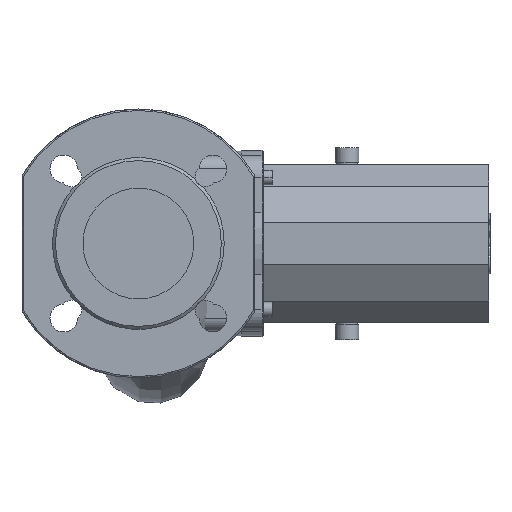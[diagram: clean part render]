
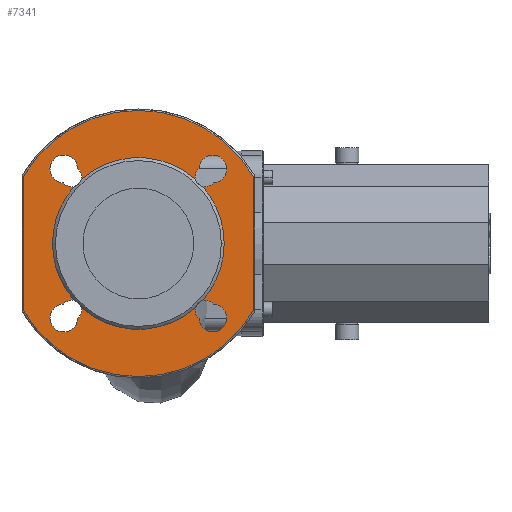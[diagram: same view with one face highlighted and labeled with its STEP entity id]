
A CAD part, left-side view. The second image highlights one B-rep face of the part: STEP entity #7341.
In plain terms, the highlighted planar face has unit normal (-1, 0, 0).
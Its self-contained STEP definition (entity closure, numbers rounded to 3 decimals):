
#6607=CARTESIAN_POINT('',(2.,-59.0,0.));
#6608=VERTEX_POINT('',#6607);
#6617=CARTESIAN_POINT('',(2.,-44.077,39.221));
#6618=VERTEX_POINT('',#6617);
#6619=CARTESIAN_POINT('',(2.,0.0,0.0));
#6620=DIRECTION('',(1.0,0.0,0.0));
#6621=DIRECTION('',(0.0,-1.0,0.0));
#6622=AXIS2_PLACEMENT_3D('',#6619,#6620,#6621);
#6623=CIRCLE('',#6622,59.0);
#6624=EDGE_CURVE('',#6618,#6608,#6623,.T.);
#6626=CARTESIAN_POINT('',(2.,-39.221,44.077));
#6627=VERTEX_POINT('',#6626);
#6641=CARTESIAN_POINT('',(2.,39.221,44.077));
#6642=VERTEX_POINT('',#6641);
#6643=CARTESIAN_POINT('',(2.,0.0,0.0));
#6644=DIRECTION('',(1.0,0.0,0.0));
#6645=DIRECTION('',(0.0,-1.0,0.0));
#6646=AXIS2_PLACEMENT_3D('',#6643,#6644,#6645);
#6647=CIRCLE('',#6646,59.0);
#6648=EDGE_CURVE('',#6642,#6627,#6647,.T.);
#6650=CARTESIAN_POINT('',(2.,44.077,39.221));
#6651=VERTEX_POINT('',#6650);
#6665=CARTESIAN_POINT('',(2.,59.0,0.));
#6666=VERTEX_POINT('',#6665);
#6667=CARTESIAN_POINT('',(2.,0.0,0.0));
#6668=DIRECTION('',(1.0,0.0,0.0));
#6669=DIRECTION('',(0.0,-1.0,0.0));
#6670=AXIS2_PLACEMENT_3D('',#6667,#6668,#6669);
#6671=CIRCLE('',#6670,59.0);
#6672=EDGE_CURVE('',#6666,#6651,#6671,.T.);
#7017=CARTESIAN_POINT('',(2.,79.,46.165));
#7018=VERTEX_POINT('',#7017);
#7019=CARTESIAN_POINT('',(2.,-79.,46.165));
#7020=VERTEX_POINT('',#7019);
#7021=CARTESIAN_POINT('',(2.,0.0,0.0));
#7022=DIRECTION('',(1.0,0.0,0.0));
#7023=DIRECTION('',(0.0,0.0,1.0));
#7024=AXIS2_PLACEMENT_3D('',#7021,#7022,#7023);
#7025=CIRCLE('',#7024,91.5);
#7026=EDGE_CURVE('',#7018,#7020,#7025,.T.);
#7085=CARTESIAN_POINT('',(2.,79.0,-46.165));
#7086=VERTEX_POINT('',#7085);
#7104=CARTESIAN_POINT('',(2.,79.0,-46.165));
#7105=DIRECTION('',(0.0,0.0,1.0));
#7106=VECTOR('',#7105,92.331);
#7107=LINE('',#7104,#7106);
#7108=EDGE_CURVE('',#7086,#7018,#7107,.T.);
#7119=CARTESIAN_POINT('',(2.,-79.0,-46.165));
#7120=VERTEX_POINT('',#7119);
#7121=CARTESIAN_POINT('',(2.,0.0,0.0));
#7122=DIRECTION('',(1.0,0.0,0.0));
#7123=DIRECTION('',(0.0,0.0,-1.0));
#7124=AXIS2_PLACEMENT_3D('',#7121,#7122,#7123);
#7125=CIRCLE('',#7124,91.5);
#7126=EDGE_CURVE('',#7120,#7086,#7125,.T.);
#7157=CARTESIAN_POINT('',(2.,-79.,46.165));
#7158=DIRECTION('',(0.0,0.0,-1.0));
#7159=VECTOR('',#7158,92.331);
#7160=LINE('',#7157,#7159);
#7161=EDGE_CURVE('',#7020,#7120,#7160,.T.);
#7196=CARTESIAN_POINT('',(2.,-75.75,0.));
#7197=DIRECTION('',(-1.0,0.0,0.0));
#7198=DIRECTION('',(0.0,0.0,-1.0));
#7199=AXIS2_PLACEMENT_3D('',#7196,#7197,#7198);
#7200=PLANE('',#7199);
#7201=ORIENTED_EDGE('',*,*,#7026,.F.);
#7202=ORIENTED_EDGE('',*,*,#7108,.F.);
#7203=ORIENTED_EDGE('',*,*,#7126,.F.);
#7204=ORIENTED_EDGE('',*,*,#7161,.F.);
#7205=EDGE_LOOP('',(#7201,#7202,#7203,#7204));
#7206=FACE_OUTER_BOUND('',#7205,.T.);
#7207=CARTESIAN_POINT('',(2.,41.77,51.568));
#7208=VERTEX_POINT('',#7207);
#7209=CARTESIAN_POINT('',(2.,45.962,45.962));
#7210=DIRECTION('',(1.0,0.0,0.0));
#7211=DIRECTION('',(0.0,1.0,0.0));
#7212=AXIS2_PLACEMENT_3D('',#7209,#7210,#7211);
#7213=CIRCLE('',#7212,7.);
#7214=EDGE_CURVE('',#7208,#6642,#7213,.T.);
#7215=ORIENTED_EDGE('',*,*,#7214,.T.);
#7216=ORIENTED_EDGE('',*,*,#6648,.T.);
#7217=CARTESIAN_POINT('',(2.,-41.77,51.568));
#7218=VERTEX_POINT('',#7217);
#7219=CARTESIAN_POINT('',(2.,-45.962,45.962));
#7220=DIRECTION('',(1.0,0.0,0.0));
#7221=DIRECTION('',(0.0,0.0,1.0));
#7222=AXIS2_PLACEMENT_3D('',#7219,#7220,#7221);
#7223=CIRCLE('',#7222,7.);
#7224=EDGE_CURVE('',#6627,#7218,#7223,.T.);
#7225=ORIENTED_EDGE('',*,*,#7224,.T.);
#7226=CARTESIAN_POINT('',(2.,-51.568,41.77));
#7227=VERTEX_POINT('',#7226);
#7228=CARTESIAN_POINT('',(2.,-51.265,51.265));
#7229=DIRECTION('',(1.0,0.0,0.0));
#7230=DIRECTION('',(0.0,0.0,1.0));
#7231=AXIS2_PLACEMENT_3D('',#7228,#7229,#7230);
#7232=CIRCLE('',#7231,9.5);
#7233=EDGE_CURVE('',#7218,#7227,#7232,.T.);
#7234=ORIENTED_EDGE('',*,*,#7233,.T.);
#7235=CARTESIAN_POINT('',(2.,-45.962,45.962));
#7236=DIRECTION('',(1.0,0.0,0.0));
#7237=DIRECTION('',(0.0,0.0,1.0));
#7238=AXIS2_PLACEMENT_3D('',#7235,#7236,#7237);
#7239=CIRCLE('',#7238,7.);
#7240=EDGE_CURVE('',#7227,#6618,#7239,.T.);
#7241=ORIENTED_EDGE('',*,*,#7240,.T.);
#7242=ORIENTED_EDGE('',*,*,#6624,.T.);
#7243=CARTESIAN_POINT('',(2.,-44.077,-39.221));
#7244=VERTEX_POINT('',#7243);
#7245=CARTESIAN_POINT('',(2.,0.0,0.0));
#7246=DIRECTION('',(1.0,0.0,0.0));
#7247=DIRECTION('',(0.0,-1.0,0.0));
#7248=AXIS2_PLACEMENT_3D('',#7245,#7246,#7247);
#7249=CIRCLE('',#7248,59.0);
#7250=EDGE_CURVE('',#6608,#7244,#7249,.T.);
#7251=ORIENTED_EDGE('',*,*,#7250,.T.);
#7252=CARTESIAN_POINT('',(2.,-51.568,-41.77));
#7253=VERTEX_POINT('',#7252);
#7254=CARTESIAN_POINT('',(2.,-45.962,-45.962));
#7255=DIRECTION('',(1.0,0.0,0.0));
#7256=DIRECTION('',(0.0,-1.0,0.0));
#7257=AXIS2_PLACEMENT_3D('',#7254,#7255,#7256);
#7258=CIRCLE('',#7257,7.);
#7259=EDGE_CURVE('',#7244,#7253,#7258,.T.);
#7260=ORIENTED_EDGE('',*,*,#7259,.T.);
#7261=CARTESIAN_POINT('',(2.,-41.77,-51.568));
#7262=VERTEX_POINT('',#7261);
#7263=CARTESIAN_POINT('',(2.,-51.265,-51.265));
#7264=DIRECTION('',(1.0,0.0,0.0));
#7265=DIRECTION('',(0.0,-1.0,0.0));
#7266=AXIS2_PLACEMENT_3D('',#7263,#7264,#7265);
#7267=CIRCLE('',#7266,9.5);
#7268=EDGE_CURVE('',#7253,#7262,#7267,.T.);
#7269=ORIENTED_EDGE('',*,*,#7268,.T.);
#7270=CARTESIAN_POINT('',(2.,-39.221,-44.077));
#7271=VERTEX_POINT('',#7270);
#7272=CARTESIAN_POINT('',(2.,-45.962,-45.962));
#7273=DIRECTION('',(1.0,0.0,0.0));
#7274=DIRECTION('',(0.0,-1.0,0.0));
#7275=AXIS2_PLACEMENT_3D('',#7272,#7273,#7274);
#7276=CIRCLE('',#7275,7.);
#7277=EDGE_CURVE('',#7262,#7271,#7276,.T.);
#7278=ORIENTED_EDGE('',*,*,#7277,.T.);
#7279=CARTESIAN_POINT('',(2.,39.221,-44.077));
#7280=VERTEX_POINT('',#7279);
#7281=CARTESIAN_POINT('',(2.,0.0,0.0));
#7282=DIRECTION('',(1.0,0.0,0.0));
#7283=DIRECTION('',(0.0,-1.0,0.0));
#7284=AXIS2_PLACEMENT_3D('',#7281,#7282,#7283);
#7285=CIRCLE('',#7284,59.0);
#7286=EDGE_CURVE('',#7271,#7280,#7285,.T.);
#7287=ORIENTED_EDGE('',*,*,#7286,.T.);
#7288=CARTESIAN_POINT('',(2.,41.77,-51.568));
#7289=VERTEX_POINT('',#7288);
#7290=CARTESIAN_POINT('',(2.,45.962,-45.962));
#7291=DIRECTION('',(1.0,0.0,0.0));
#7292=DIRECTION('',(0.0,0.0,-1.0));
#7293=AXIS2_PLACEMENT_3D('',#7290,#7291,#7292);
#7294=CIRCLE('',#7293,7.);
#7295=EDGE_CURVE('',#7280,#7289,#7294,.T.);
#7296=ORIENTED_EDGE('',*,*,#7295,.T.);
#7297=CARTESIAN_POINT('',(2.,51.568,-41.77));
#7298=VERTEX_POINT('',#7297);
#7299=CARTESIAN_POINT('',(2.,51.265,-51.265));
#7300=DIRECTION('',(1.0,0.0,0.0));
#7301=DIRECTION('',(0.0,0.0,-1.0));
#7302=AXIS2_PLACEMENT_3D('',#7299,#7300,#7301);
#7303=CIRCLE('',#7302,9.5);
#7304=EDGE_CURVE('',#7289,#7298,#7303,.T.);
#7305=ORIENTED_EDGE('',*,*,#7304,.T.);
#7306=CARTESIAN_POINT('',(2.,44.077,-39.221));
#7307=VERTEX_POINT('',#7306);
#7308=CARTESIAN_POINT('',(2.,45.962,-45.962));
#7309=DIRECTION('',(1.0,0.0,0.0));
#7310=DIRECTION('',(0.0,0.0,-1.0));
#7311=AXIS2_PLACEMENT_3D('',#7308,#7309,#7310);
#7312=CIRCLE('',#7311,7.);
#7313=EDGE_CURVE('',#7298,#7307,#7312,.T.);
#7314=ORIENTED_EDGE('',*,*,#7313,.T.);
#7315=CARTESIAN_POINT('',(2.,0.0,0.0));
#7316=DIRECTION('',(1.0,0.0,0.0));
#7317=DIRECTION('',(0.0,-1.0,0.0));
#7318=AXIS2_PLACEMENT_3D('',#7315,#7316,#7317);
#7319=CIRCLE('',#7318,59.0);
#7320=EDGE_CURVE('',#7307,#6666,#7319,.T.);
#7321=ORIENTED_EDGE('',*,*,#7320,.T.);
#7322=ORIENTED_EDGE('',*,*,#6672,.T.);
#7323=CARTESIAN_POINT('',(2.,51.568,41.77));
#7324=VERTEX_POINT('',#7323);
#7325=CARTESIAN_POINT('',(2.,45.962,45.962));
#7326=DIRECTION('',(1.0,0.0,0.0));
#7327=DIRECTION('',(0.0,1.0,0.0));
#7328=AXIS2_PLACEMENT_3D('',#7325,#7326,#7327);
#7329=CIRCLE('',#7328,7.);
#7330=EDGE_CURVE('',#6651,#7324,#7329,.T.);
#7331=ORIENTED_EDGE('',*,*,#7330,.T.);
#7332=CARTESIAN_POINT('',(2.,51.265,51.265));
#7333=DIRECTION('',(1.0,0.0,0.0));
#7334=DIRECTION('',(0.0,1.0,0.0));
#7335=AXIS2_PLACEMENT_3D('',#7332,#7333,#7334);
#7336=CIRCLE('',#7335,9.5);
#7337=EDGE_CURVE('',#7324,#7208,#7336,.T.);
#7338=ORIENTED_EDGE('',*,*,#7337,.T.);
#7339=EDGE_LOOP('',(#7215,#7216,#7225,#7234,#7241,#7242,#7251,#7260,#7269,#7278,#7287,#7296,#7305,#7314,#7321,#7322,#7331,#7338));
#7340=FACE_BOUND('',#7339,.T.);
#7341=ADVANCED_FACE('',(#7206,#7340),#7200,.T.);
